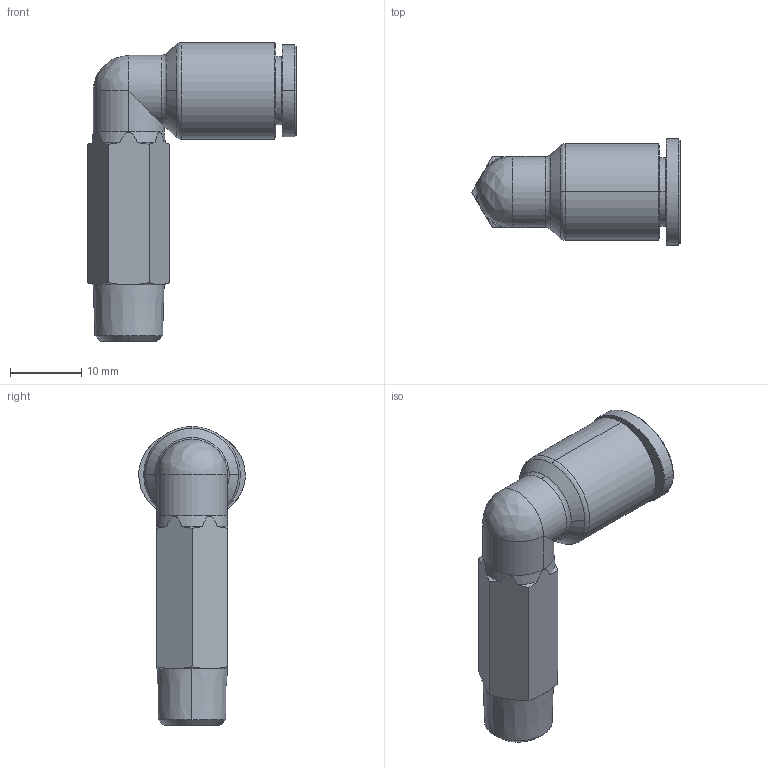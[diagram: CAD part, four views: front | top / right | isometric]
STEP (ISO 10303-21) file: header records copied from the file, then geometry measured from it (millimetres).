
FILE_DESCRIPTION (( 'STEP AP214' ), '1' );
FILE_NAME ('PLL08-01.stp', '2015-09-09T15:01:55', ( '' ), ( '' ), 'SwSTEP 2.0', 'SolidWorks 2015', '' );
FILE_SCHEMA (( 'AUTOMOTIVE_DESIGN' ));
Length unit declared in the file: millimetre
Products named in the file (2): ｦ+ﾃｦ1; PLL08-01
Assembly tree (1 placements, depth 2):
  PLL08-01
    ｦ+ﾃｦ1
Bounding box: 29.37 x 15 x 42.1 mm (x, y, z)
Volume: 4211.8 mm3; surface area: 3363.5 mm2
Topology: 1 solids, 1 shells, 433 faces, 1209 edges, 796 vertices
Faces by surface type: plane 345, cone 34, bspline 33, cylinder 19, torus 2
Entity records: 15268 total; most frequent: CARTESIAN_POINT 3859, ORIENTED_EDGE 2412, DIRECTION 1985, EDGE_CURVE 1206, LINE 1007, VECTOR 1007, VERTEX_POINT 796, AXIS2_PLACEMENT_3D 489
